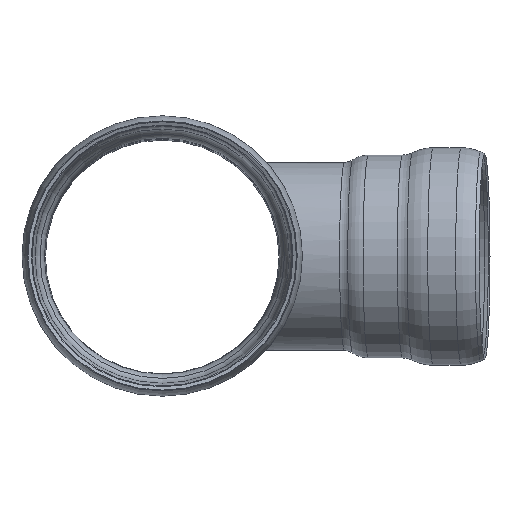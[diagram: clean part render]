
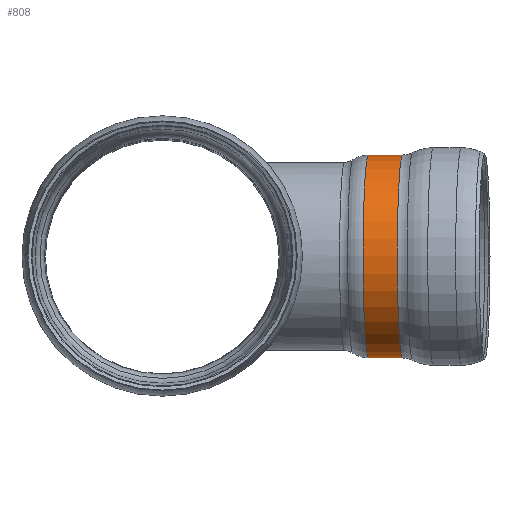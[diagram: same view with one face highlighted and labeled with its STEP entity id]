
A CAD part, top view. The second image highlights one B-rep face of the part: STEP entity #808.
In plain terms, the highlighted cylindrical face has radius 550 mm (diameter 1100 mm), a full revolution.
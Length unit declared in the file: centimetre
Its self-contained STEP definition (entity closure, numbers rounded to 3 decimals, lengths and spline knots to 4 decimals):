
#115=CIRCLE('',#939,55.);
#116=CIRCLE('',#940,55.);
#117=CIRCLE('',#942,55.);
#118=CIRCLE('',#943,55.);
#187=FACE_OUTER_BOUND('',#233,.T.);
#233=EDGE_LOOP('',(#731,#732,#733,#734,#735,#736));
#259=LINE('',#2019,#283);
#283=VECTOR('',#1236,55.);
#368=VERTEX_POINT('',#2009);
#369=VERTEX_POINT('',#2011);
#370=VERTEX_POINT('',#2015);
#371=VERTEX_POINT('',#2016);
#490=EDGE_CURVE('',#369,#368,#115,.T.);
#491=EDGE_CURVE('',#368,#369,#116,.T.);
#492=EDGE_CURVE('',#370,#371,#117,.T.);
#493=EDGE_CURVE('',#371,#370,#118,.T.);
#494=EDGE_CURVE('',#371,#369,#259,.T.);
#731=ORIENTED_EDGE('',*,*,#492,.F.);
#732=ORIENTED_EDGE('',*,*,#493,.F.);
#733=ORIENTED_EDGE('',*,*,#494,.T.);
#734=ORIENTED_EDGE('',*,*,#490,.T.);
#735=ORIENTED_EDGE('',*,*,#491,.T.);
#736=ORIENTED_EDGE('',*,*,#494,.F.);
#765=CYLINDRICAL_SURFACE('',#941,55.);
#808=ADVANCED_FACE('',(#187),#765,.T.);
#939=AXIS2_PLACEMENT_3D('',#2012,#1226,#1227);
#940=AXIS2_PLACEMENT_3D('',#2013,#1228,#1229);
#941=AXIS2_PLACEMENT_3D('',#2014,#1230,#1231);
#942=AXIS2_PLACEMENT_3D('',#2017,#1232,#1233);
#943=AXIS2_PLACEMENT_3D('',#2018,#1234,#1235);
#1226=DIRECTION('center_axis',(-0.999,0.,
-0.052));
#1227=DIRECTION('ref_axis',(0.052,0.,-0.999));
#1228=DIRECTION('center_axis',(-0.999,0.,
-0.052));
#1229=DIRECTION('ref_axis',(0.052,0.,-0.999));
#1230=DIRECTION('center_axis',(-0.999,0.,
-0.052));
#1231=DIRECTION('ref_axis',(-0.052,0.,0.999));
#1232=DIRECTION('center_axis',(-0.999,0.,
-0.052));
#1233=DIRECTION('ref_axis',(0.052,0.,-0.999));
#1234=DIRECTION('center_axis',(-0.999,0.,
-0.052));
#1235=DIRECTION('ref_axis',(0.052,0.,-0.999));
#1236=DIRECTION('',(0.999,0.,0.052));
#2009=CARTESIAN_POINT('',(932.3308,309.4884,9.3298));
#2011=CARTESIAN_POINT('',(935.2093,364.4884,-45.5948));
#2012=CARTESIAN_POINT('Origin',(932.3308,364.4884,9.3298));
#2013=CARTESIAN_POINT('Origin',(932.3308,364.4884,9.3298));
#2014=CARTESIAN_POINT('Origin',(923.0573,364.4884,8.8438));
#2015=CARTESIAN_POINT('',(913.7838,309.4884,8.3578));
#2016=CARTESIAN_POINT('',(916.6623,364.4884,-46.5668));
#2017=CARTESIAN_POINT('Origin',(913.7838,364.4884,8.3578));
#2018=CARTESIAN_POINT('Origin',(913.7838,364.4884,8.3578));
#2019=CARTESIAN_POINT('',(925.9358,364.4884,-46.0808));
